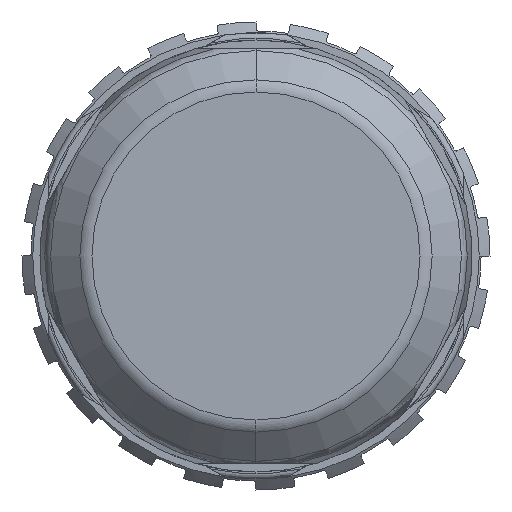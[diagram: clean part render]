
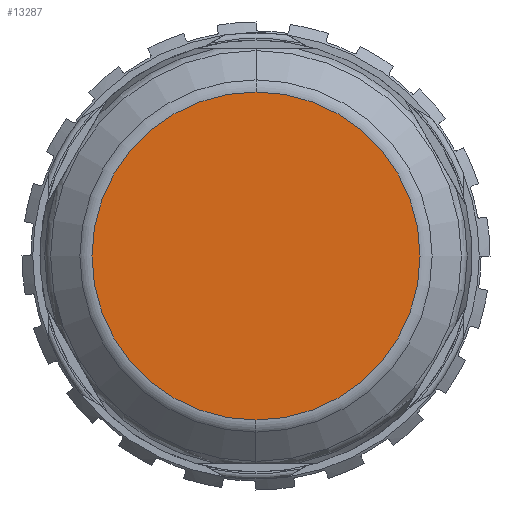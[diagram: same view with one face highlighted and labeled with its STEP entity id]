
A CAD part, front view. The second image highlights one B-rep face of the part: STEP entity #13287.
In plain terms, the highlighted planar face has unit normal (0, -1, 0).
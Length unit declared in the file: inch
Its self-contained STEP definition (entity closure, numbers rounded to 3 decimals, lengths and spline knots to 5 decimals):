
#1787=CARTESIAN_POINT('',(0.,-2.59843,0.));
#1788=DIRECTION('',(0.,-1.,0.));
#1789=DIRECTION('',(0.,0.,1.));
#1790=AXIS2_PLACEMENT_3D('',#1787,#1788,#1789);
#1792=CARTESIAN_POINT('',(0.,-2.59843,0.));
#1793=DIRECTION('',(0.,-1.,0.));
#1794=DIRECTION('',(0.,0.,-1.));
#1795=AXIS2_PLACEMENT_3D('',#1792,#1793,#1794);
#10506=CARTESIAN_POINT('',(0.,-2.59843,
0.35885));
#10507=CARTESIAN_POINT('',(0.,-2.59843,
-0.35885));
#10508=VERTEX_POINT('',#10506);
#10509=VERTEX_POINT('',#10507);
#13277=CARTESIAN_POINT('',(0.,-2.59843,0.));
#13278=DIRECTION('',(0.,-1.,0.));
#13279=DIRECTION('',(0.,0.,1.));
#13280=AXIS2_PLACEMENT_3D('',#13277,#13278,#13279);
#13281=PLANE('',#13280);
#13283=ORIENTED_EDGE('',*,*,#13282,.F.);
#13284=ORIENTED_EDGE('',*,*,#13260,.F.);
#13285=EDGE_LOOP('',(#13283,#13284));
#13286=FACE_OUTER_BOUND('',#13285,.F.);
#1791=CIRCLE('',#1790,0.35885);
#1796=CIRCLE('',#1795,0.35885);
#13260=EDGE_CURVE('',#10509,#10508,#1796,.T.);
#13282=EDGE_CURVE('',#10508,#10509,#1791,.T.);
#13287=ADVANCED_FACE('',(#13286),#13281,.T.);
